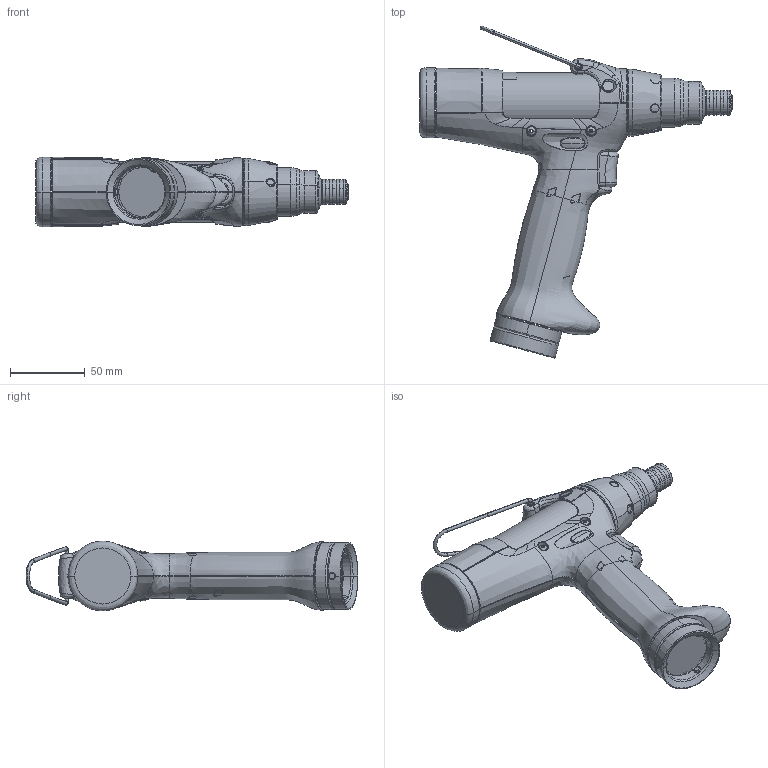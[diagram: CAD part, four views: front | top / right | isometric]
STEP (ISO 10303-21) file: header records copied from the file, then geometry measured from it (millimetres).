
FILE_DESCRIPTION((''),'2;1');
FILE_NAME('30EPN05BDQ_SW0001','2018-11-27T',('A1X81'),(''),'CREO PARAMETRIC BY PTC INC, 2016050','CREO PARAMETRIC BY PTC INC, 2016050','');
FILE_SCHEMA(('CONFIG_CONTROL_DESIGN'));
Length unit declared in the file: millimetre
Products named in the file (1): 30EPN05BDQ_SW0001
Bounding box: 209.48 x 222.38 x 46.75 mm (x, y, z)
Surface area: 64276.7 mm2 (no closed solid volume)
Topology: 0 solids, 57 shells, 759 faces, 2113 edges, 1375 vertices
Faces by surface type: bspline 411, cylinder 115, cone 88, plane 48, sphere 44, torus 39, extrusion 12, revolution 2
Entity records: 111171 total; most frequent: CARTESIAN_POINT 95832, ORIENTED_EDGE 3489, DIRECTION 2196, EDGE_CURVE 2104, VERTEX_POINT 1375, B_SPLINE_CURVE_WITH_KNOTS 1209, AXIS2_PLACEMENT_3D 939, EDGE_LOOP 759
